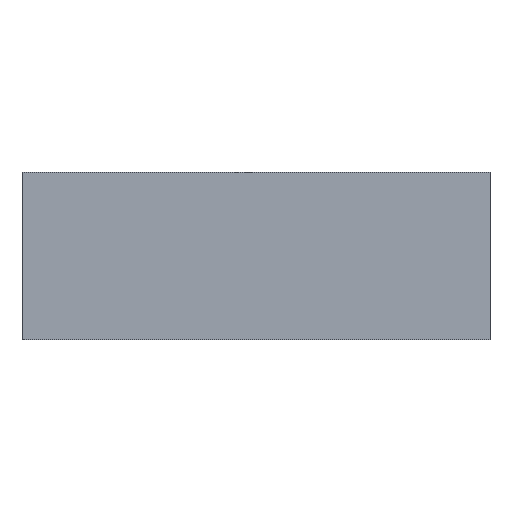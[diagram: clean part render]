
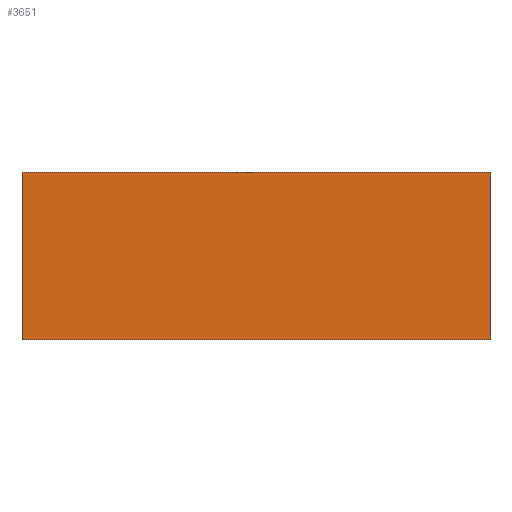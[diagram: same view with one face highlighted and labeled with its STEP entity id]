
A CAD part, front view. The second image highlights one B-rep face of the part: STEP entity #3651.
In plain terms, the highlighted planar face has unit normal (0, -1, 0).
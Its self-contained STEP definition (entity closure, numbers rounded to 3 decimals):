
#44 = PLANE('',#45);
#45 = AXIS2_PLACEMENT_3D('',#46,#47,#48);
#46 = CARTESIAN_POINT('',(-14.,-25.5,0.));
#47 = DIRECTION('',(-1.,0.,0.));
#48 = DIRECTION('',(0.,1.,0.));
#72 = PLANE('',#73);
#73 = AXIS2_PLACEMENT_3D('',#74,#75,#76);
#74 = CARTESIAN_POINT('',(0.,0.,10.));
#75 = DIRECTION('',(0.,0.,1.));
#76 = DIRECTION('',(1.,0.,0.));
#100 = PLANE('',#101);
#101 = AXIS2_PLACEMENT_3D('',#102,#103,#104);
#102 = CARTESIAN_POINT('',(14.,25.5,0.));
#103 = DIRECTION('',(1.,0.,0.));
#104 = DIRECTION('',(0.,-1.,0.));
#126 = PLANE('',#127);
#127 = AXIS2_PLACEMENT_3D('',#128,#129,#130);
#128 = CARTESIAN_POINT('',(0.,0.,0.));
#129 = DIRECTION('',(0.,0.,1.));
#130 = DIRECTION('',(1.,0.,0.));
#605 = EDGE_CURVE('',#606,#608,#610,.T.);
#606 = VERTEX_POINT('',#607);
#607 = CARTESIAN_POINT('',(-14.,-25.5,0.));
#608 = VERTEX_POINT('',#609);
#609 = CARTESIAN_POINT('',(-14.,-25.5,10.));
#610 = SURFACE_CURVE('',#611,(#615,#622),.PCURVE_S1.);
#611 = LINE('',#612,#613);
#612 = CARTESIAN_POINT('',(-14.,-25.5,0.));
#613 = VECTOR('',#614,1.);
#614 = DIRECTION('',(0.,0.,1.));
#615 = PCURVE('',#44,#616);
#616 = DEFINITIONAL_REPRESENTATION('',(#617),#621);
#617 = LINE('',#618,#619);
#618 = CARTESIAN_POINT('',(0.,0.));
#619 = VECTOR('',#620,1.);
#620 = DIRECTION('',(0.,-1.));
#621 = ( GEOMETRIC_REPRESENTATION_CONTEXT(2) 
PARAMETRIC_REPRESENTATION_CONTEXT() REPRESENTATION_CONTEXT('2D SPACE',''
  ) );
#622 = PCURVE('',#623,#628);
#623 = PLANE('',#624);
#624 = AXIS2_PLACEMENT_3D('',#625,#626,#627);
#625 = CARTESIAN_POINT('',(14.,-25.5,0.));
#626 = DIRECTION('',(0.,-1.,0.));
#627 = DIRECTION('',(-1.,0.,0.));
#628 = DEFINITIONAL_REPRESENTATION('',(#629),#633);
#629 = LINE('',#630,#631);
#630 = CARTESIAN_POINT('',(28.,0.));
#631 = VECTOR('',#632,1.);
#632 = DIRECTION('',(0.,-1.));
#633 = ( GEOMETRIC_REPRESENTATION_CONTEXT(2) 
PARAMETRIC_REPRESENTATION_CONTEXT() REPRESENTATION_CONTEXT('2D SPACE',''
  ) );
#683 = EDGE_CURVE('',#684,#606,#686,.T.);
#684 = VERTEX_POINT('',#685);
#685 = CARTESIAN_POINT('',(14.,-25.5,0.));
#686 = SURFACE_CURVE('',#687,(#691,#698),.PCURVE_S1.);
#687 = LINE('',#688,#689);
#688 = CARTESIAN_POINT('',(14.,-25.5,0.));
#689 = VECTOR('',#690,1.);
#690 = DIRECTION('',(-1.,0.,0.));
#691 = PCURVE('',#126,#692);
#692 = DEFINITIONAL_REPRESENTATION('',(#693),#697);
#693 = LINE('',#694,#695);
#694 = CARTESIAN_POINT('',(14.,-25.5));
#695 = VECTOR('',#696,1.);
#696 = DIRECTION('',(-1.,0.));
#697 = ( GEOMETRIC_REPRESENTATION_CONTEXT(2) 
PARAMETRIC_REPRESENTATION_CONTEXT() REPRESENTATION_CONTEXT('2D SPACE',''
  ) );
#698 = PCURVE('',#623,#699);
#699 = DEFINITIONAL_REPRESENTATION('',(#700),#704);
#700 = LINE('',#701,#702);
#701 = CARTESIAN_POINT('',(0.,-0.));
#702 = VECTOR('',#703,1.);
#703 = DIRECTION('',(1.,0.));
#704 = ( GEOMETRIC_REPRESENTATION_CONTEXT(2) 
PARAMETRIC_REPRESENTATION_CONTEXT() REPRESENTATION_CONTEXT('2D SPACE',''
  ) );
#1274 = EDGE_CURVE('',#1275,#608,#1277,.T.);
#1275 = VERTEX_POINT('',#1276);
#1276 = CARTESIAN_POINT('',(14.,-25.5,10.));
#1277 = SURFACE_CURVE('',#1278,(#1282,#1289),.PCURVE_S1.);
#1278 = LINE('',#1279,#1280);
#1279 = CARTESIAN_POINT('',(14.,-25.5,10.));
#1280 = VECTOR('',#1281,1.);
#1281 = DIRECTION('',(-1.,0.,0.));
#1282 = PCURVE('',#72,#1283);
#1283 = DEFINITIONAL_REPRESENTATION('',(#1284),#1288);
#1284 = LINE('',#1285,#1286);
#1285 = CARTESIAN_POINT('',(14.,-25.5));
#1286 = VECTOR('',#1287,1.);
#1287 = DIRECTION('',(-1.,0.));
#1288 = ( GEOMETRIC_REPRESENTATION_CONTEXT(2) 
PARAMETRIC_REPRESENTATION_CONTEXT() REPRESENTATION_CONTEXT('2D SPACE',''
  ) );
#1289 = PCURVE('',#623,#1290);
#1290 = DEFINITIONAL_REPRESENTATION('',(#1291),#1295);
#1291 = LINE('',#1292,#1293);
#1292 = CARTESIAN_POINT('',(0.,-10.));
#1293 = VECTOR('',#1294,1.);
#1294 = DIRECTION('',(1.,0.));
#1295 = ( GEOMETRIC_REPRESENTATION_CONTEXT(2) 
PARAMETRIC_REPRESENTATION_CONTEXT() REPRESENTATION_CONTEXT('2D SPACE',''
  ) );
#2712 = EDGE_CURVE('',#684,#1275,#2713,.T.);
#2713 = SURFACE_CURVE('',#2714,(#2718,#2725),.PCURVE_S1.);
#2714 = LINE('',#2715,#2716);
#2715 = CARTESIAN_POINT('',(14.,-25.5,0.));
#2716 = VECTOR('',#2717,1.);
#2717 = DIRECTION('',(0.,0.,1.));
#2718 = PCURVE('',#100,#2719);
#2719 = DEFINITIONAL_REPRESENTATION('',(#2720),#2724);
#2720 = LINE('',#2721,#2722);
#2721 = CARTESIAN_POINT('',(51.,0.));
#2722 = VECTOR('',#2723,1.);
#2723 = DIRECTION('',(0.,-1.));
#2724 = ( GEOMETRIC_REPRESENTATION_CONTEXT(2) 
PARAMETRIC_REPRESENTATION_CONTEXT() REPRESENTATION_CONTEXT('2D SPACE',''
  ) );
#2725 = PCURVE('',#623,#2726);
#2726 = DEFINITIONAL_REPRESENTATION('',(#2727),#2731);
#2727 = LINE('',#2728,#2729);
#2728 = CARTESIAN_POINT('',(0.,-0.));
#2729 = VECTOR('',#2730,1.);
#2730 = DIRECTION('',(0.,-1.));
#2731 = ( GEOMETRIC_REPRESENTATION_CONTEXT(2) 
PARAMETRIC_REPRESENTATION_CONTEXT() REPRESENTATION_CONTEXT('2D SPACE',''
  ) );
#3651 = ADVANCED_FACE('',(#3652),#623,.T.);
#3652 = FACE_BOUND('',#3653,.T.);
#3653 = EDGE_LOOP('',(#3654,#3655,#3656,#3657));
#3654 = ORIENTED_EDGE('',*,*,#2712,.T.);
#3655 = ORIENTED_EDGE('',*,*,#1274,.T.);
#3656 = ORIENTED_EDGE('',*,*,#605,.F.);
#3657 = ORIENTED_EDGE('',*,*,#683,.F.);
